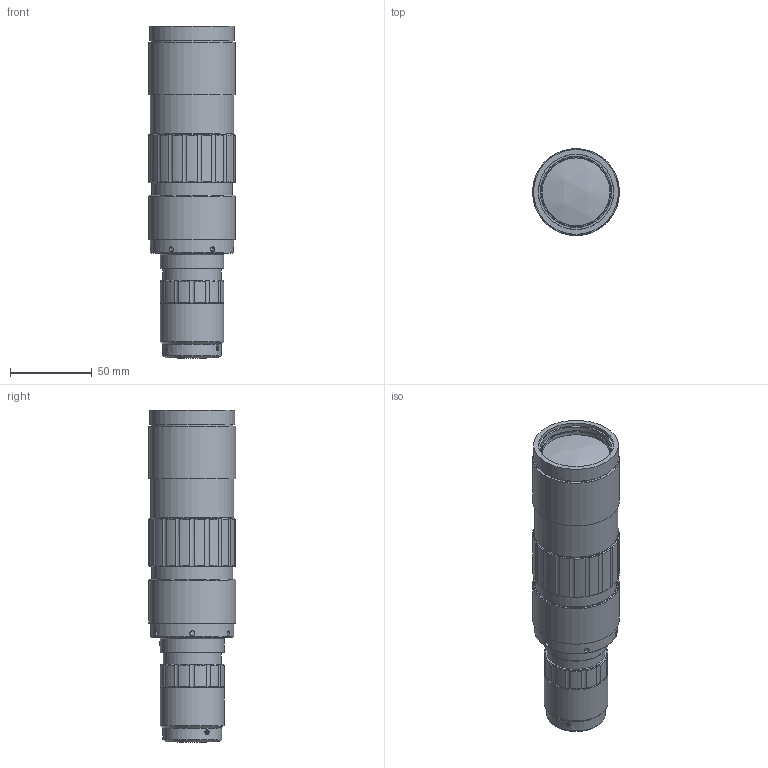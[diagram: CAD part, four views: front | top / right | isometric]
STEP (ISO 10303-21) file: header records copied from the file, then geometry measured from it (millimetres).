
FILE_DESCRIPTION(/* description */ (''),/* implementation_level */ '2;1');
FILE_NAME(/* name */ 'VEX18v3.1.step',/* time_stamp */ '2019-10-07T14:18:20+03:00',/* author */ (''),/* organization */ (''),/* preprocessor_version */ 'ST-DEVELOPER v18',/* originating_system */ 'Autodesk Translation Framework v8.6.0.1094',/* authorisation */ '');
FILE_SCHEMA (('AUTOMOTIVE_DESIGN { 1 0 10303 214 3 1 1 }'));
Length unit declared in the file: millimetre
Products named in the file (20): VEX18v3.1; TEX18v03-WEB; MEX18-TP3_1st_lens_start; NONE (1); 1ST LENS; 3rd lens MAX; TEX18v3-01-00; TEX18v3-02-00; TEX18v3-04-00; SM05RR-Step; TEX18v3-05-00; TEX18v3-07-00; TEX18v3-08-00; TEX18v3-09-00; TEX18v3-12-00; TEX18v3-13-00; 94095A020; M3x3 cone 120; M3x3 flat; TEX18v3-21-00 M43.5x0.5
Assembly tree (28 placements, depth 5):
  VEX18v3.1
    TEX18v03-WEB
      MEX18-TP3_1st_lens_start
        NONE (1)
          1ST LENS
          3rd lens MAX
    TEX18v3-01-00
    TEX18v3-02-00
    M3x3 cone 120  x7
    TEX18v3-04-00
    SM05RR-Step
    TEX18v3-05-00
    TEX18v3-07-00
    TEX18v3-08-00
    TEX18v3-09-00
    TEX18v3-12-00
    TEX18v3-13-00
    94095A020  x2
    M3x3 flat  x3
    TEX18v3-21-00 M43.5x0.5
Bounding box: 53 x 53.3 x 203 mm (x, y, z)
Volume: 349629.6 mm3; surface area: 60805.6 mm2
Topology: 14 solids, 19 shells, 716 faces, 1751 edges, 1110 vertices
Faces by surface type: cylinder 275, plane 242, cone 160, bspline 36, sphere 3
Full cylindrical faces by diameter (mm): 1.6 x2, 2.35 x53, 3 x50, 11.049 x2, 12.7 x1, 13.589 x2, 13.59 x1, 15 x1, 20.536 x1, 24 x2, 29 x1, 32.5 x2, 33.5 x2, 35 x1, 35.5 x2, 36 x1, 36.5 x2, 39 x2, 41.5 x1, 43 x1, 43.5 x1, 44 x1, 45.9 x1, 46 x1, 46.5 x2, 47.5 x2, 48 x1, 49.5 x1, 50 x1, 50.5 x1
Entity records: 17676 total; most frequent: CARTESIAN_POINT 7789, ORIENTED_EDGE 2008, DIRECTION 1927, EDGE_CURVE 1004, AXIS2_PLACEMENT_3D 811, VERTEX_POINT 668, EDGE_LOOP 454, FACE_OUTER_BOUND 396
